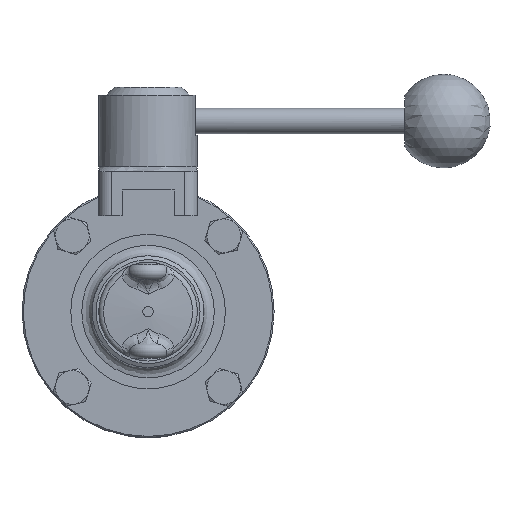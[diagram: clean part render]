
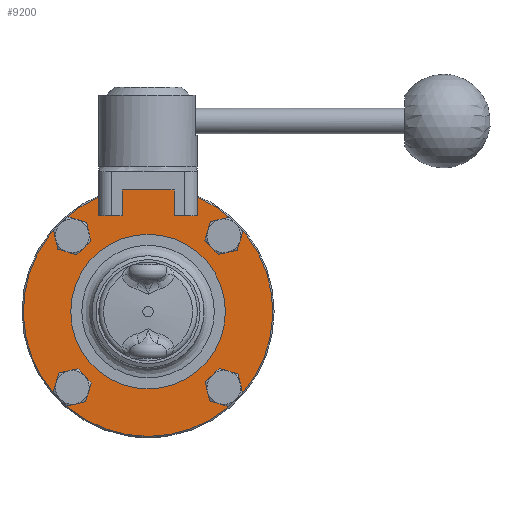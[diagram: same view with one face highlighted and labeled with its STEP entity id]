
A CAD part, left-side view. The second image highlights one B-rep face of the part: STEP entity #9200.
In plain terms, the highlighted planar face has unit normal (-1, 0, 0).
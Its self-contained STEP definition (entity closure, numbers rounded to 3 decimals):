
#586=CARTESIAN_POINT('',(-10.,-19.0,44.079));
#587=VERTEX_POINT('',#586);
#588=CARTESIAN_POINT('',(-10.,-10.666,46.8));
#589=VERTEX_POINT('',#588);
#908=CARTESIAN_POINT('',(-10.,10.,46.8));
#909=VERTEX_POINT('',#908);
#918=CARTESIAN_POINT('',(-10.,10.666,46.8));
#919=VERTEX_POINT('',#918);
#920=CARTESIAN_POINT('',(-10.,10.666,46.8));
#921=DIRECTION('',(0.0,-1.0,0.0));
#922=VECTOR('',#921,0.666);
#923=LINE('',#920,#922);
#924=EDGE_CURVE('',#919,#909,#923,.T.);
#1008=CARTESIAN_POINT('',(-10.,-10.,46.8));
#1009=VERTEX_POINT('',#1008);
#1010=CARTESIAN_POINT('',(-10.,-10.,46.8));
#1011=DIRECTION('',(0.0,-1.0,0.0));
#1012=VECTOR('',#1011,0.666);
#1013=LINE('',#1010,#1012);
#1014=EDGE_CURVE('',#1009,#589,#1013,.T.);
#1189=CARTESIAN_POINT('',(-10.,-10.,36.8));
#1190=VERTEX_POINT('',#1189);
#1191=CARTESIAN_POINT('',(-10.,-10.,36.8));
#1192=DIRECTION('',(0.0,0.0,1.0));
#1193=VECTOR('',#1192,10.0);
#1194=LINE('',#1191,#1193);
#1195=EDGE_CURVE('',#1190,#1009,#1194,.T.);
#1221=CARTESIAN_POINT('',(-10.0,10.0,36.8));
#1222=VERTEX_POINT('',#1221);
#1223=CARTESIAN_POINT('',(-10.,10.,46.8));
#1224=DIRECTION('',(0.0,0.0,-1.0));
#1225=VECTOR('',#1224,10.0);
#1226=LINE('',#1223,#1225);
#1227=EDGE_CURVE('',#909,#1222,#1226,.T.);
#1407=CARTESIAN_POINT('',(-10.,19.0,44.079));
#1408=VERTEX_POINT('',#1407);
#1450=CARTESIAN_POINT('',(-10.,19.0,36.8));
#1451=VERTEX_POINT('',#1450);
#1458=CARTESIAN_POINT('',(-10.0,10.0,36.8));
#1459=DIRECTION('',(0.0,1.0,0.0));
#1460=VECTOR('',#1459,9.0);
#1461=LINE('',#1458,#1460);
#1462=EDGE_CURVE('',#1222,#1451,#1461,.T.);
#1506=CARTESIAN_POINT('',(-10.,19.0,36.8));
#1507=DIRECTION('',(0.0,0.0,1.0));
#1508=VECTOR('',#1507,7.279);
#1509=LINE('',#1506,#1508);
#1510=EDGE_CURVE('',#1451,#1408,#1509,.T.);
#1553=CARTESIAN_POINT('',(-10.,-19.0,36.8));
#1554=VERTEX_POINT('',#1553);
#1555=CARTESIAN_POINT('',(-10.,-19.0,36.8));
#1556=DIRECTION('',(0.0,1.0,0.0));
#1557=VECTOR('',#1556,9.);
#1558=LINE('',#1555,#1557);
#1559=EDGE_CURVE('',#1554,#1190,#1558,.T.);
#2096=CARTESIAN_POINT('',(-10.,-19.0,44.079));
#2097=DIRECTION('',(0.0,0.0,-1.0));
#2098=VECTOR('',#2097,7.279);
#2099=LINE('',#2096,#2098);
#2100=EDGE_CURVE('',#587,#1554,#2099,.T.);
#7838=CARTESIAN_POINT('',(-10.,30.842,-34.617));
#7839=VERTEX_POINT('',#7838);
#7840=CARTESIAN_POINT('',(-10.,29.168,-29.168));
#7841=DIRECTION('',(1.0,0.0,0.0));
#7842=DIRECTION('',(0.0,0.294,-0.956));
#7843=AXIS2_PLACEMENT_3D('',#7840,#7841,#7842);
#7844=CIRCLE('',#7843,5.7);
#7845=EDGE_CURVE('',#7839,#7839,#7844,.T.);
#8698=CARTESIAN_POINT('',(-10.,-30.842,34.617));
#8699=VERTEX_POINT('',#8698);
#8700=CARTESIAN_POINT('',(-10.,-29.168,29.168));
#8701=DIRECTION('',(1.0,0.0,0.0));
#8702=DIRECTION('',(0.0,-0.294,0.956));
#8703=AXIS2_PLACEMENT_3D('',#8700,#8701,#8702);
#8704=CIRCLE('',#8703,5.7);
#8705=EDGE_CURVE('',#8699,#8699,#8704,.T.);
#9114=CARTESIAN_POINT('',(-10.,0.,0.));
#9115=DIRECTION('',(-1.0,0.0,0.0));
#9116=DIRECTION('',(0.0,0.0,-1.0));
#9117=AXIS2_PLACEMENT_3D('',#9114,#9115,#9116);
#9118=CIRCLE('',#9117,48.);
#9119=EDGE_CURVE('',#1408,#587,#9118,.T.);
#9122=CARTESIAN_POINT('',(-10.,0.,0.));
#9123=DIRECTION('',(-1.0,0.0,0.0));
#9124=DIRECTION('',(0.0,0.0,-1.0));
#9125=AXIS2_PLACEMENT_3D('',#9122,#9123,#9124);
#9126=CIRCLE('',#9125,48.);
#9127=EDGE_CURVE('',#589,#919,#9126,.T.);
#9144=CARTESIAN_POINT('',(-10.,0.,-38.875));
#9145=DIRECTION('',(-1.0,0.0,0.0));
#9146=DIRECTION('',(0.0,0.0,1.0));
#9147=AXIS2_PLACEMENT_3D('',#9144,#9145,#9146);
#9148=PLANE('',#9147);
#9149=ORIENTED_EDGE('',*,*,#1510,.T.);
#9150=ORIENTED_EDGE('',*,*,#9119,.T.);
#9151=ORIENTED_EDGE('',*,*,#2100,.T.);
#9152=ORIENTED_EDGE('',*,*,#1559,.T.);
#9153=ORIENTED_EDGE('',*,*,#1195,.T.);
#9154=ORIENTED_EDGE('',*,*,#1014,.T.);
#9155=ORIENTED_EDGE('',*,*,#9127,.T.);
#9156=ORIENTED_EDGE('',*,*,#924,.T.);
#9157=ORIENTED_EDGE('',*,*,#1227,.T.);
#9158=ORIENTED_EDGE('',*,*,#1462,.T.);
#9159=EDGE_LOOP('',(#9149,#9150,#9151,#9152,#9153,#9154,#9155,#9156,#9157,#9158));
#9160=FACE_OUTER_BOUND('',#9159,.T.);
#9161=CARTESIAN_POINT('',(-10.,34.617,30.842));
#9162=VERTEX_POINT('',#9161);
#9163=CARTESIAN_POINT('',(-10.,29.168,29.168));
#9164=DIRECTION('',(1.0,0.0,0.0));
#9165=DIRECTION('',(0.0,0.956,0.294));
#9166=AXIS2_PLACEMENT_3D('',#9163,#9164,#9165);
#9167=CIRCLE('',#9166,5.7);
#9168=EDGE_CURVE('',#9162,#9162,#9167,.T.);
#9169=ORIENTED_EDGE('',*,*,#9168,.T.);
#9170=EDGE_LOOP('',(#9169));
#9171=FACE_BOUND('',#9170,.T.);
#9172=ORIENTED_EDGE('',*,*,#7845,.T.);
#9173=EDGE_LOOP('',(#9172));
#9174=FACE_BOUND('',#9173,.T.);
#9175=CARTESIAN_POINT('',(-10.,-34.617,-30.842));
#9176=VERTEX_POINT('',#9175);
#9177=CARTESIAN_POINT('',(-10.,-29.168,-29.168));
#9178=DIRECTION('',(1.0,0.0,0.0));
#9179=DIRECTION('',(0.0,-0.956,-0.294));
#9180=AXIS2_PLACEMENT_3D('',#9177,#9178,#9179);
#9181=CIRCLE('',#9180,5.7);
#9182=EDGE_CURVE('',#9176,#9176,#9181,.T.);
#9183=ORIENTED_EDGE('',*,*,#9182,.T.);
#9184=EDGE_LOOP('',(#9183));
#9185=FACE_BOUND('',#9184,.T.);
#9186=ORIENTED_EDGE('',*,*,#8705,.T.);
#9187=EDGE_LOOP('',(#9186));
#9188=FACE_BOUND('',#9187,.T.);
#9189=CARTESIAN_POINT('',(-10.,0.,-29.75));
#9190=VERTEX_POINT('',#9189);
#9191=CARTESIAN_POINT('',(-10.,0.,0.));
#9192=DIRECTION('',(-1.0,0.0,0.0));
#9193=DIRECTION('',(0.0,0.0,-1.0));
#9194=AXIS2_PLACEMENT_3D('',#9191,#9192,#9193);
#9195=CIRCLE('',#9194,29.75);
#9196=EDGE_CURVE('',#9190,#9190,#9195,.T.);
#9197=ORIENTED_EDGE('',*,*,#9196,.F.);
#9198=EDGE_LOOP('',(#9197));
#9199=FACE_BOUND('',#9198,.T.);
#9200=ADVANCED_FACE('',(#9160,#9171,#9174,#9185,#9188,#9199),#9148,.T.);
